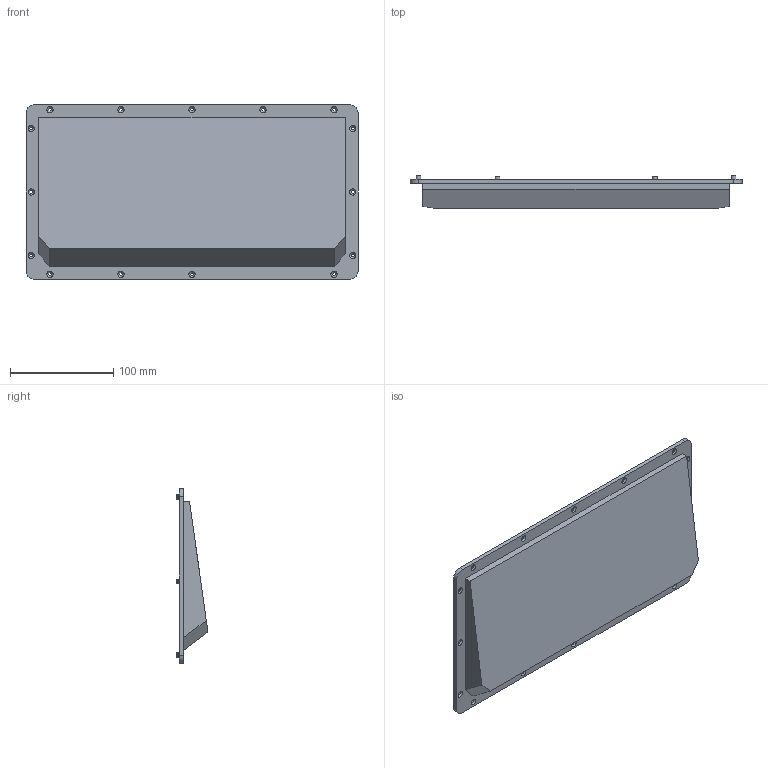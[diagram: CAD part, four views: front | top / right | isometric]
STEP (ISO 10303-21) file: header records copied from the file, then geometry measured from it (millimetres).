
FILE_DESCRIPTION(/* description */ (''),/* implementation_level */ '2;1');
FILE_NAME(/* name */ 'Burger Case Bottom Plate.step',/* time_stamp */ '2021-05-07T15:23:34+09:00',/* author */ (''),/* organization */ (''),/* preprocessor_version */ 'ST-DEVELOPER v18.1',/* originating_system */ 'Autodesk Translation Framework v10.6.0.1341',/* authorisation */ '');
FILE_SCHEMA (('AUTOMOTIVE_DESIGN { 1 0 10303 214 3 1 1 }'));
Length unit declared in the file: millimetre
Products named in the file (1): Burger Case M25 Clearance
Bounding box: 321.2 x 30.78 x 169.28 mm (x, y, z)
Volume: 644622.2 mm3; surface area: 128049.3 mm2
Topology: 1 solids, 1 shells, 194 faces, 513 edges, 333 vertices
Faces by surface type: cylinder 99, plane 62, cone 21, bspline 12
Full cylindrical faces by diameter (mm): 2.075 x12, 2.58 x6, 3 x15, 4.5 x6
Entity records: 11086 total; most frequent: CARTESIAN_POINT 6477, ORIENTED_EDGE 1014, DIRECTION 810, EDGE_CURVE 507, VERTEX_POINT 333, AXIS2_PLACEMENT_3D 288, EDGE_LOOP 242, LINE 234
